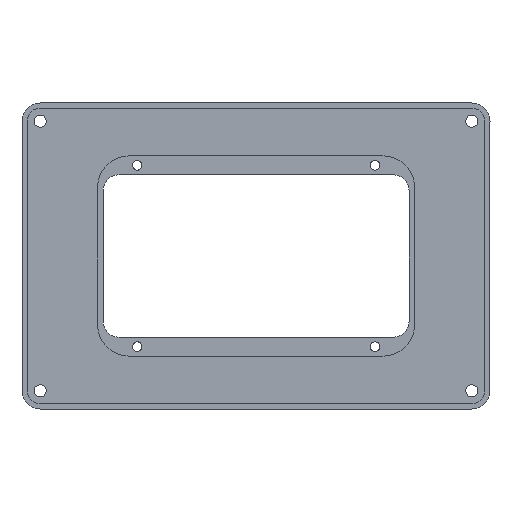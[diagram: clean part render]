
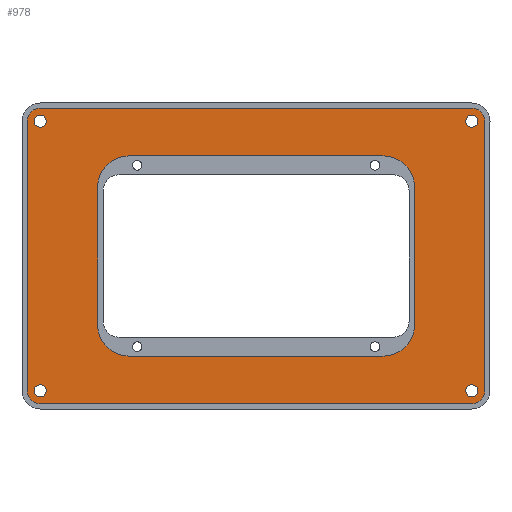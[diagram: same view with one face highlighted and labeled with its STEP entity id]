
A CAD part, top view. The second image highlights one B-rep face of the part: STEP entity #978.
In plain terms, the highlighted planar face has unit normal (0, 0, 1).
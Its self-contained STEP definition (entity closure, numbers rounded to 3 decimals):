
#30=FACE_BOUND('',#234,.T.);
#31=FACE_BOUND('',#235,.T.);
#32=FACE_BOUND('',#236,.T.);
#33=FACE_BOUND('',#237,.T.);
#34=FACE_BOUND('',#238,.T.);
#81=CIRCLE('',#1029,12.);
#83=CIRCLE('',#1033,12.);
#85=CIRCLE('',#1037,12.);
#87=CIRCLE('',#1041,12.);
#103=CIRCLE('',#1077,2.3);
#104=CIRCLE('',#1079,2.3);
#105=CIRCLE('',#1081,2.3);
#106=CIRCLE('',#1083,2.3);
#107=CIRCLE('',#1086,4.9);
#108=CIRCLE('',#1089,4.9);
#109=CIRCLE('',#1092,4.9);
#110=CIRCLE('',#1095,4.9);
#166=FACE_OUTER_BOUND('',#233,.T.);
#233=EDGE_LOOP('',(#883,#884,#885,#886,#887,#888,#889,#890));
#234=EDGE_LOOP('',(#891,#892,#893,#894,#895,#896,#897,#898));
#235=EDGE_LOOP('',(#899));
#236=EDGE_LOOP('',(#900));
#237=EDGE_LOOP('',(#901));
#238=EDGE_LOOP('',(#902));
#268=LINE('',#1502,#352);
#272=LINE('',#1514,#356);
#276=LINE('',#1526,#360);
#280=LINE('',#1537,#364);
#312=LINE('',#1639,#396);
#315=LINE('',#1647,#399);
#318=LINE('',#1655,#402);
#321=LINE('',#1663,#405);
#352=VECTOR('',#1206,10.);
#356=VECTOR('',#1218,10.);
#360=VECTOR('',#1230,10.);
#364=VECTOR('',#1242,10.);
#396=VECTOR('',#1356,10.);
#399=VECTOR('',#1365,10.);
#402=VECTOR('',#1374,10.);
#405=VECTOR('',#1383,10.);
#444=VERTEX_POINT('',#1492);
#445=VERTEX_POINT('',#1493);
#448=VERTEX_POINT('',#1501);
#450=VERTEX_POINT('',#1507);
#452=VERTEX_POINT('',#1513);
#454=VERTEX_POINT('',#1519);
#456=VERTEX_POINT('',#1525);
#458=VERTEX_POINT('',#1531);
#483=VERTEX_POINT('',#1620);
#484=VERTEX_POINT('',#1624);
#485=VERTEX_POINT('',#1628);
#486=VERTEX_POINT('',#1632);
#487=VERTEX_POINT('',#1636);
#488=VERTEX_POINT('',#1638);
#489=VERTEX_POINT('',#1642);
#490=VERTEX_POINT('',#1646);
#491=VERTEX_POINT('',#1650);
#492=VERTEX_POINT('',#1654);
#493=VERTEX_POINT('',#1658);
#494=VERTEX_POINT('',#1662);
#544=EDGE_CURVE('',#444,#445,#81,.T.);
#548=EDGE_CURVE('',#448,#444,#268,.T.);
#551=EDGE_CURVE('',#450,#448,#83,.T.);
#554=EDGE_CURVE('',#452,#450,#272,.T.);
#557=EDGE_CURVE('',#454,#452,#85,.T.);
#560=EDGE_CURVE('',#456,#454,#276,.T.);
#563=EDGE_CURVE('',#458,#456,#87,.T.);
#566=EDGE_CURVE('',#445,#458,#280,.T.);
#608=EDGE_CURVE('',#483,#483,#103,.T.);
#610=EDGE_CURVE('',#484,#484,#104,.T.);
#612=EDGE_CURVE('',#485,#485,#105,.T.);
#614=EDGE_CURVE('',#486,#486,#106,.T.);
#616=EDGE_CURVE('',#488,#487,#312,.T.);
#618=EDGE_CURVE('',#489,#488,#107,.T.);
#620=EDGE_CURVE('',#490,#489,#315,.T.);
#622=EDGE_CURVE('',#491,#490,#108,.T.);
#624=EDGE_CURVE('',#492,#491,#318,.T.);
#626=EDGE_CURVE('',#493,#492,#109,.T.);
#628=EDGE_CURVE('',#494,#493,#321,.T.);
#630=EDGE_CURVE('',#487,#494,#110,.T.);
#883=ORIENTED_EDGE('',*,*,#624,.T.);
#884=ORIENTED_EDGE('',*,*,#622,.T.);
#885=ORIENTED_EDGE('',*,*,#620,.T.);
#886=ORIENTED_EDGE('',*,*,#618,.T.);
#887=ORIENTED_EDGE('',*,*,#616,.T.);
#888=ORIENTED_EDGE('',*,*,#630,.T.);
#889=ORIENTED_EDGE('',*,*,#628,.T.);
#890=ORIENTED_EDGE('',*,*,#626,.T.);
#891=ORIENTED_EDGE('',*,*,#544,.T.);
#892=ORIENTED_EDGE('',*,*,#566,.T.);
#893=ORIENTED_EDGE('',*,*,#563,.T.);
#894=ORIENTED_EDGE('',*,*,#560,.T.);
#895=ORIENTED_EDGE('',*,*,#557,.T.);
#896=ORIENTED_EDGE('',*,*,#554,.T.);
#897=ORIENTED_EDGE('',*,*,#551,.T.);
#898=ORIENTED_EDGE('',*,*,#548,.T.);
#899=ORIENTED_EDGE('',*,*,#612,.T.);
#900=ORIENTED_EDGE('',*,*,#608,.T.);
#901=ORIENTED_EDGE('',*,*,#614,.T.);
#902=ORIENTED_EDGE('',*,*,#610,.T.);
#926=PLANE('',#1096);
#978=ADVANCED_FACE('',(#166,#30,#31,#32,#33,#34),#926,.T.);
#1029=AXIS2_PLACEMENT_3D('',#1494,#1198,#1199);
#1033=AXIS2_PLACEMENT_3D('',#1508,#1211,#1212);
#1037=AXIS2_PLACEMENT_3D('',#1520,#1223,#1224);
#1041=AXIS2_PLACEMENT_3D('',#1532,#1235,#1236);
#1077=AXIS2_PLACEMENT_3D('',#1622,#1336,#1337);
#1079=AXIS2_PLACEMENT_3D('',#1626,#1341,#1342);
#1081=AXIS2_PLACEMENT_3D('',#1630,#1346,#1347);
#1083=AXIS2_PLACEMENT_3D('',#1634,#1351,#1352);
#1086=AXIS2_PLACEMENT_3D('',#1643,#1360,#1361);
#1089=AXIS2_PLACEMENT_3D('',#1651,#1369,#1370);
#1092=AXIS2_PLACEMENT_3D('',#1659,#1378,#1379);
#1095=AXIS2_PLACEMENT_3D('',#1666,#1387,#1388);
#1096=AXIS2_PLACEMENT_3D('',#1667,#1389,#1390);
#1198=DIRECTION('center_axis',(0.,0.,-1.));
#1199=DIRECTION('ref_axis',(1.,0.,0.));
#1206=DIRECTION('',(0.,-1.,0.));
#1211=DIRECTION('center_axis',(0.,0.,-1.));
#1212=DIRECTION('ref_axis',(0.,1.,0.));
#1218=DIRECTION('',(1.,0.,0.));
#1223=DIRECTION('center_axis',(0.,0.,-1.));
#1224=DIRECTION('ref_axis',(-1.,0.,0.));
#1230=DIRECTION('',(0.,1.,0.));
#1235=DIRECTION('center_axis',(0.,0.,-1.));
#1236=DIRECTION('ref_axis',(0.,-1.,0.));
#1242=DIRECTION('',(-1.,0.,0.));
#1336=DIRECTION('center_axis',(0.,0.,-1.));
#1337=DIRECTION('ref_axis',(1.,0.,0.));
#1341=DIRECTION('center_axis',(0.,0.,-1.));
#1342=DIRECTION('ref_axis',(1.,0.,0.));
#1346=DIRECTION('center_axis',(0.,0.,-1.));
#1347=DIRECTION('ref_axis',(1.,0.,0.));
#1351=DIRECTION('center_axis',(0.,0.,-1.));
#1352=DIRECTION('ref_axis',(1.,0.,0.));
#1356=DIRECTION('',(0.,1.,0.));
#1360=DIRECTION('center_axis',(0.,0.,1.));
#1361=DIRECTION('ref_axis',(1.,0.,0.));
#1365=DIRECTION('',(1.,0.,0.));
#1369=DIRECTION('center_axis',(0.,0.,1.));
#1370=DIRECTION('ref_axis',(1.,0.,0.));
#1374=DIRECTION('',(0.,-1.,0.));
#1378=DIRECTION('center_axis',(0.,0.,1.));
#1379=DIRECTION('ref_axis',(1.,0.,0.));
#1383=DIRECTION('',(-1.,0.,0.));
#1387=DIRECTION('center_axis',(0.,0.,1.));
#1388=DIRECTION('ref_axis',(1.,0.,0.));
#1389=DIRECTION('center_axis',(0.,0.,1.));
#1390=DIRECTION('ref_axis',(1.,0.,0.));
#1492=CARTESIAN_POINT('',(60.05,-25.885,3.));
#1493=CARTESIAN_POINT('',(48.05,-37.885,3.));
#1494=CARTESIAN_POINT('Origin',(48.05,-25.885,3.));
#1501=CARTESIAN_POINT('',(60.05,25.885,3.));
#1502=CARTESIAN_POINT('',(60.05,38.442,3.));
#1507=CARTESIAN_POINT('',(48.05,37.885,3.));
#1508=CARTESIAN_POINT('Origin',(48.05,25.885,3.));
#1513=CARTESIAN_POINT('',(-47.95,37.885,3.));
#1514=CARTESIAN_POINT('',(16.85,37.885,3.));
#1519=CARTESIAN_POINT('',(-59.95,25.885,3.));
#1520=CARTESIAN_POINT('Origin',(-47.95,25.885,3.));
#1525=CARTESIAN_POINT('',(-59.95,-25.885,3.));
#1526=CARTESIAN_POINT('',(-59.95,12.557,3.));
#1531=CARTESIAN_POINT('',(-47.95,-37.885,3.));
#1532=CARTESIAN_POINT('Origin',(-47.95,-25.885,3.));
#1537=CARTESIAN_POINT('',(64.85,-37.885,3.));
#1620=CARTESIAN_POINT('',(79.35,51.,3.));
#1622=CARTESIAN_POINT('Origin',(81.65,51.,3.));
#1624=CARTESIAN_POINT('',(-83.95,-51.,3.));
#1626=CARTESIAN_POINT('Origin',(-81.65,-51.,3.));
#1628=CARTESIAN_POINT('',(-83.95,51.,3.));
#1630=CARTESIAN_POINT('Origin',(-81.65,51.,3.));
#1632=CARTESIAN_POINT('',(79.35,-51.,3.));
#1634=CARTESIAN_POINT('Origin',(81.65,-51.,3.));
#1636=CARTESIAN_POINT('',(86.55,51.,3.));
#1638=CARTESIAN_POINT('',(86.55,-51.,3.));
#1639=CARTESIAN_POINT('',(86.55,51.,3.));
#1642=CARTESIAN_POINT('',(81.65,-55.9,3.));
#1643=CARTESIAN_POINT('Origin',(81.65,-51.,3.));
#1646=CARTESIAN_POINT('',(-81.65,-55.9,3.));
#1647=CARTESIAN_POINT('',(-81.65,-55.9,3.));
#1650=CARTESIAN_POINT('',(-86.55,-51.,3.));
#1651=CARTESIAN_POINT('Origin',(-81.65,-51.,3.));
#1654=CARTESIAN_POINT('',(-86.55,51.,3.));
#1655=CARTESIAN_POINT('',(-86.55,51.,3.));
#1658=CARTESIAN_POINT('',(-81.65,55.9,3.));
#1659=CARTESIAN_POINT('Origin',(-81.65,51.,3.));
#1662=CARTESIAN_POINT('',(81.65,55.9,3.));
#1663=CARTESIAN_POINT('',(-81.65,55.9,3.));
#1666=CARTESIAN_POINT('Origin',(81.65,51.,3.));
#1667=CARTESIAN_POINT('Origin',(81.65,51.,3.));
